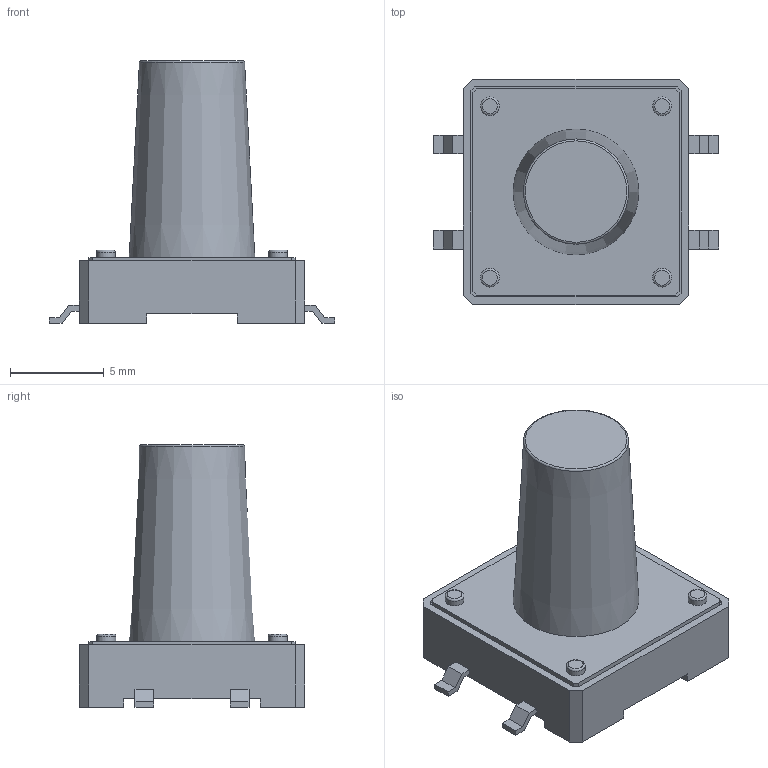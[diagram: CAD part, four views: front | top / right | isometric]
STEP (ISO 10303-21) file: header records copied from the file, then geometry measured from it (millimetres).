
FILE_DESCRIPTION(/* description */ (''),/* implementation_level */ '2;1');
FILE_NAME(/* name */ 'TS-1003S-09526.step',/* time_stamp */ '2023-10-22T16:49:24+08:00',/* author */ (''),/* organization */ (''),/* preprocessor_version */ 'ST-DEVELOPER v19.2',/* originating_system */ 'Autodesk Translation Framework v12.6.0.85',/* authorisation */ '');
FILE_SCHEMA (('AUTOMOTIVE_DESIGN { 1 0 10303 214 3 1 1 }'));
Length unit declared in the file: millimetre
Products named in the file (5): 3D_PCB1_2023-10-22; COMPOUND; SW1; SW-SMD_4P-L12.0-W12.0-P5.00-LS15.4; SOLID
Assembly tree (4 placements, depth 4):
  3D_PCB1_2023-10-22
    COMPOUND
    SW1
      SW-SMD_4P-L12.0-W12.0-P5.00-LS15.4
        SOLID
Bounding box: 15.2 x 12 x 14 mm (x, y, z)
Volume: 761.5 mm3; surface area: 675.2 mm2
Topology: 1 solids, 1 shells, 95 faces, 245 edges, 163 vertices
Faces by surface type: plane 81, cylinder 8, torus 5, cone 1
Full cylindrical faces by diameter (mm): 1 x4
Entity records: 3058 total; most frequent: CARTESIAN_POINT 512, ORIENTED_EDGE 490, DIRECTION 485, EDGE_CURVE 245, LINE 213, VECTOR 213, VERTEX_POINT 163, AXIS2_PLACEMENT_3D 136
